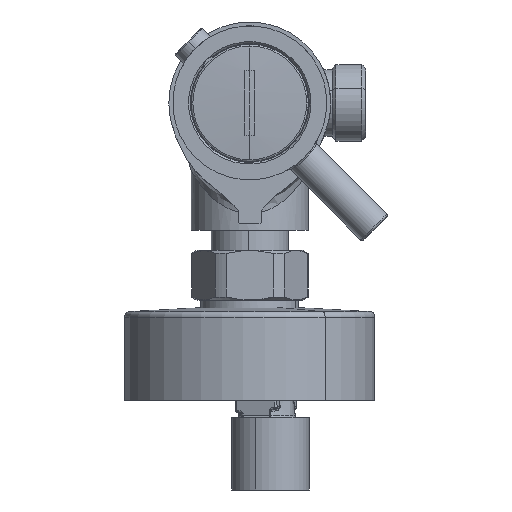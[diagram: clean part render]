
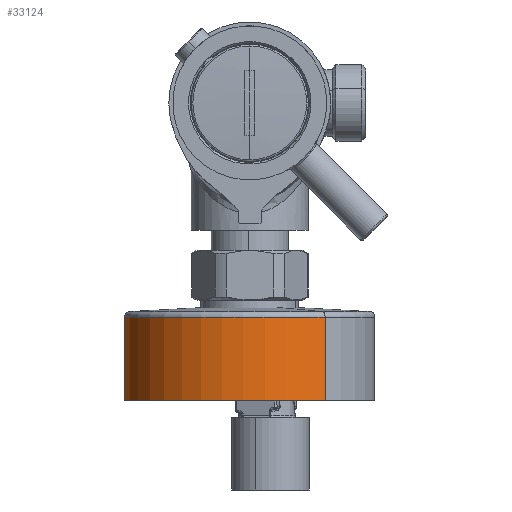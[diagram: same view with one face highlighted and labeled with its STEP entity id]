
A CAD part, left-side view. The second image highlights one B-rep face of the part: STEP entity #33124.
In plain terms, the highlighted cylindrical face has radius 33.75 mm (diameter 67.5 mm), a partial arc.
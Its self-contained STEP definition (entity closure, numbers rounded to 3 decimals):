
#169 = VERTEX_POINT ( 'NONE', #31602 ) ;
#3841 = CIRCLE ( 'NONE', #29729, 33.75 ) ;
#6624 = DIRECTION ( 'NONE',  ( -0.799, -0.602, 0. ) ) ;
#7392 = AXIS2_PLACEMENT_3D ( 'NONE', #27520, #46545, #60866 ) ;
#7529 = DIRECTION ( 'NONE',  ( 0., 0., 1. ) ) ;
#8218 = DIRECTION ( 'NONE',  ( 0., 0., 1. ) ) ;
#8354 = EDGE_LOOP ( 'NONE', ( #18513, #47221, #36124, #25238 ) ) ;
#8846 = LINE ( 'NONE', #60901, #46954 ) ;
#12216 = VECTOR ( 'NONE', #57667, 1000. ) ;
#17580 = EDGE_CURVE ( 'NONE', #169, #35770, #38328, .T. ) ;
#18513 = ORIENTED_EDGE ( 'NONE', *, *, #17580, .F. ) ;
#20241 = AXIS2_PLACEMENT_3D ( 'NONE', #25928, #7529, #6624 ) ;
#20463 = CARTESIAN_POINT ( 'NONE',  ( 42.45, 20.316, -57.719 ) ) ;
#21606 = FACE_OUTER_BOUND ( 'NONE', #8354, .T. ) ;
#21858 = DIRECTION ( 'NONE',  ( 0., 0., 1. ) ) ;
#25238 = ORIENTED_EDGE ( 'NONE', *, *, #47556, .F. ) ;
#25928 = CARTESIAN_POINT ( 'NONE',  ( 15.5, 0., -80.1 ) ) ;
#27520 = CARTESIAN_POINT ( 'NONE',  ( 15.5, 0., -52.62 ) ) ;
#29660 = EDGE_CURVE ( 'NONE', #169, #31738, #47124, .T. ) ;
#29729 = AXIS2_PLACEMENT_3D ( 'NONE', #53705, #21858, #29982 ) ;
#29982 = DIRECTION ( 'NONE',  ( -0.799, -0.602, 0. ) ) ;
#31602 = CARTESIAN_POINT ( 'NONE',  ( 42.45, 20.316, -80.1 ) ) ;
#31649 = CARTESIAN_POINT ( 'NONE',  ( -11.45, -20.316, -57.719 ) ) ;
#31738 = VERTEX_POINT ( 'NONE', #60847 ) ;
#33124 = ADVANCED_FACE ( 'NONE', ( #21606 ), #51216, .T. ) ;
#35770 = VERTEX_POINT ( 'NONE', #20463 ) ;
#36124 = ORIENTED_EDGE ( 'NONE', *, *, #49222, .T. ) ;
#38328 = LINE ( 'NONE', #39249, #12216 ) ;
#39249 = CARTESIAN_POINT ( 'NONE',  ( 42.45, 20.316, -52.62 ) ) ;
#44941 = VERTEX_POINT ( 'NONE', #31649 ) ;
#46545 = DIRECTION ( 'NONE',  ( 0., 0., 1. ) ) ;
#46954 = VECTOR ( 'NONE', #8218, 1000. ) ;
#47124 = CIRCLE ( 'NONE', #20241, 33.75 ) ;
#47221 = ORIENTED_EDGE ( 'NONE', *, *, #29660, .T. ) ;
#47556 = EDGE_CURVE ( 'NONE', #35770, #44941, #3841, .T. ) ;
#49222 = EDGE_CURVE ( 'NONE', #31738, #44941, #8846, .T. ) ;
#51216 = CYLINDRICAL_SURFACE ( 'NONE', #7392, 33.75 ) ;
#53705 = CARTESIAN_POINT ( 'NONE',  ( 15.5, 0., -57.719 ) ) ;
#57667 = DIRECTION ( 'NONE',  ( 0., 0., 1. ) ) ;
#60847 = CARTESIAN_POINT ( 'NONE',  ( -11.45, -20.316, -80.1 ) ) ;
#60866 = DIRECTION ( 'NONE',  ( -0.799, -0.602, 0. ) ) ;
#60901 = CARTESIAN_POINT ( 'NONE',  ( -11.45, -20.316, -52.62 ) ) ;
